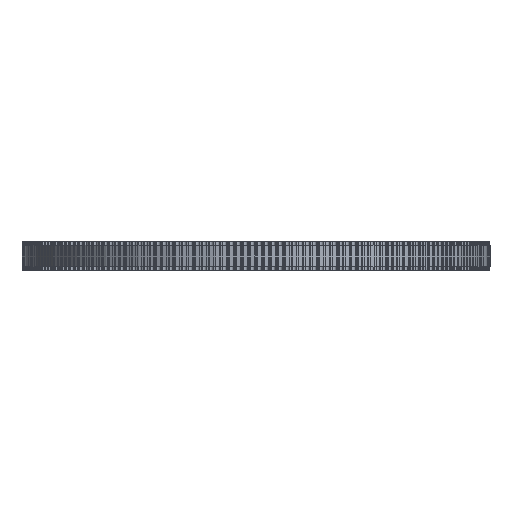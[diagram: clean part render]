
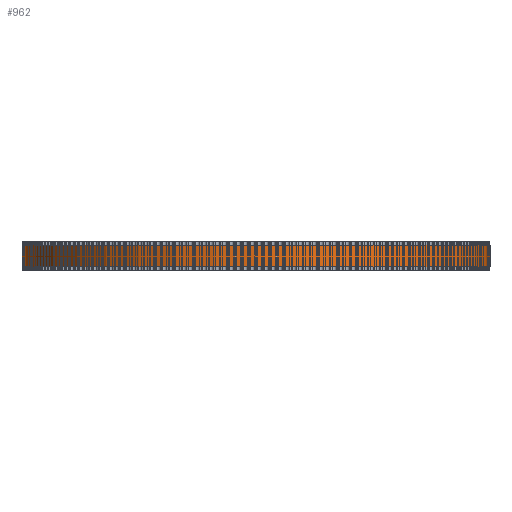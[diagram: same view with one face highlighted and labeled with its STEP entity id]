
A CAD part, front view. The second image highlights one B-rep face of the part: STEP entity #962.
In plain terms, the highlighted cylindrical face has radius 66.845 mm (diameter 133.69 mm), a full revolution.
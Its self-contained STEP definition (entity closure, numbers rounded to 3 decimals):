
#97=FACE_BOUND('',#3488,.T.);
#98=FACE_BOUND('',#3489,.T.);
#962=ADVANCED_FACE('',(#97,#98),#1803,.T.);
#1803=CYLINDRICAL_SURFACE('',#18623,66.845);
#3488=EDGE_LOOP('',(#10210));
#3489=EDGE_LOOP('',(#10211));
#10210=ORIENTED_EDGE('',*,*,#14414,.T.);
#10211=ORIENTED_EDGE('',*,*,#14415,.T.);
#11892=VERTEX_POINT('',#29560);
#11893=VERTEX_POINT('',#29562);
#14414=EDGE_CURVE('',#11892,#11892,#16096,.T.);
#14415=EDGE_CURVE('',#11893,#11893,#16097,.T.);
#16096=CIRCLE('',#18621,66.845);
#16097=CIRCLE('',#18622,66.845);
#18621=AXIS2_PLACEMENT_3D('',#29559,#24510,#24511);
#18622=AXIS2_PLACEMENT_3D('',#29561,#24512,#24513);
#18623=AXIS2_PLACEMENT_3D('',#29563,#24514,#24515);
#24510=DIRECTION('',(0.,0.,1.));
#24511=DIRECTION('',(1.,0.,0.));
#24512=DIRECTION('',(0.,0.,-1.));
#24513=DIRECTION('',(1.,0.,0.));
#24514=DIRECTION('',(0.,0.,1.));
#24515=DIRECTION('',(1.,0.,0.));
#29559=CARTESIAN_POINT('',(0.,0.,1.));
#29560=CARTESIAN_POINT('',(66.845,0.,1.));
#29561=CARTESIAN_POINT('',(0.,0.,7.));
#29562=CARTESIAN_POINT('',(66.845,0.,7.));
#29563=CARTESIAN_POINT('',(0.,0.,1.));
